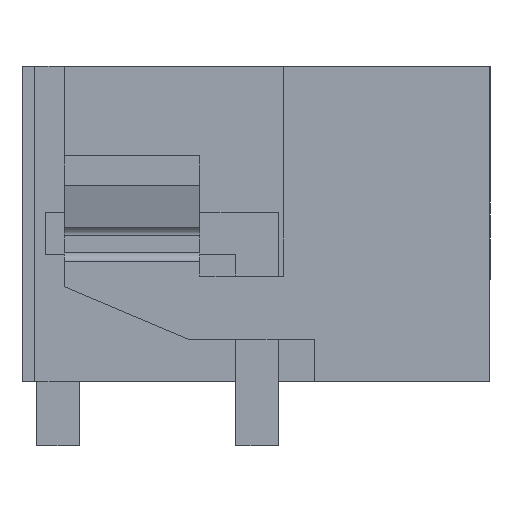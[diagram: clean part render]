
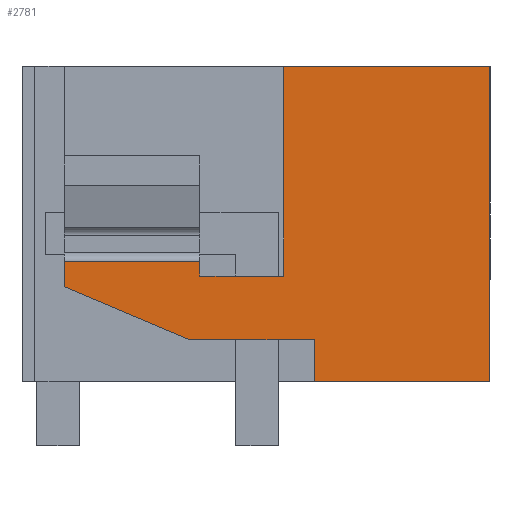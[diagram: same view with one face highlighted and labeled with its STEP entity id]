
A CAD part, left-side view. The second image highlights one B-rep face of the part: STEP entity #2781.
In plain terms, the highlighted planar face has unit normal (-1, 0, 0).
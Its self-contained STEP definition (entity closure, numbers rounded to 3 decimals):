
#2723=AXIS2_PLACEMENT_3D('Plane Axis2P3D',#2720,#2721,#2722) ;
#995=CARTESIAN_POINT('Vertex',(0.,4.875,8.95)) ;
#998=CARTESIAN_POINT('Line Origine',(0.,2.438,8.95)) ;
#1002=CARTESIAN_POINT('Vertex',(0.,0.,8.95)) ;
#1553=CARTESIAN_POINT('Vertex',(0.,0.,1.5)) ;
#1556=CARTESIAN_POINT('Line Origine',(0.,2.075,1.5)) ;
#1560=CARTESIAN_POINT('Vertex',(0.,4.15,1.5)) ;
#2511=CARTESIAN_POINT('Vertex',(0.,10.05,3.75)) ;
#2514=CARTESIAN_POINT('Line Origine',(0.,10.05,4.05)) ;
#2518=CARTESIAN_POINT('Vertex',(0.,10.05,4.35)) ;
#2705=CARTESIAN_POINT('Vertex',(0.,4.875,4.)) ;
#2708=CARTESIAN_POINT('Line Origine',(0.,4.875,6.475)) ;
#2720=CARTESIAN_POINT('Axis2P3D Location',(0.,11.05,-1.7)) ;
#2725=CARTESIAN_POINT('Line Origine',(0.,0.,5.225)) ;
#2730=CARTESIAN_POINT('Line Origine',(0.,5.863,4.)) ;
#2734=CARTESIAN_POINT('Vertex',(0.,6.85,4.)) ;
#2737=CARTESIAN_POINT('Line Origine',(0.,6.85,4.175)) ;
#2741=CARTESIAN_POINT('Vertex',(0.,6.85,4.35)) ;
#2744=CARTESIAN_POINT('Line Origine',(0.,8.45,4.35)) ;
#2749=CARTESIAN_POINT('Line Origine',(0.,8.571,3.123)) ;
#2753=CARTESIAN_POINT('Vertex',(0.,7.092,2.497)) ;
#2756=CARTESIAN_POINT('Line Origine',(0.,5.621,2.497)) ;
#2760=CARTESIAN_POINT('Vertex',(0.,4.15,2.497)) ;
#2763=CARTESIAN_POINT('Line Origine',(0.,4.15,1.998)) ;
#999=DIRECTION('Vector Direction',(0.,-1.,0.)) ;
#1557=DIRECTION('Vector Direction',(0.,1.,0.)) ;
#2515=DIRECTION('Vector Direction',(0.,0.,-1.)) ;
#2709=DIRECTION('Vector Direction',(0.,0.,1.)) ;
#2721=DIRECTION('Axis2P3D Direction',(-1.,0.,0.)) ;
#2722=DIRECTION('Axis2P3D XDirection',(0.,-1.,0.)) ;
#2726=DIRECTION('Vector Direction',(0.,0.,-1.)) ;
#2731=DIRECTION('Vector Direction',(0.,1.,0.)) ;
#2738=DIRECTION('Vector Direction',(0.,0.,1.)) ;
#2745=DIRECTION('Vector Direction',(0.,-1.,0.)) ;
#2750=DIRECTION('Vector Direction',(0.,0.921,0.39)) ;
#2757=DIRECTION('Vector Direction',(0.,-1.,0.)) ;
#2764=DIRECTION('Vector Direction',(0.,0.,-1.)) ;
#1000=VECTOR('Line Direction',#999,1.) ;
#1558=VECTOR('Line Direction',#1557,1.) ;
#2516=VECTOR('Line Direction',#2515,1.) ;
#2710=VECTOR('Line Direction',#2709,1.) ;
#2727=VECTOR('Line Direction',#2726,1.) ;
#2732=VECTOR('Line Direction',#2731,1.) ;
#2739=VECTOR('Line Direction',#2738,1.) ;
#2746=VECTOR('Line Direction',#2745,1.) ;
#2751=VECTOR('Line Direction',#2750,1.) ;
#2758=VECTOR('Line Direction',#2757,1.) ;
#2765=VECTOR('Line Direction',#2764,1.) ;
#2769=ORIENTED_EDGE('',*,*,#1562,.T.) ;
#2770=ORIENTED_EDGE('',*,*,#2729,.T.) ;
#2771=ORIENTED_EDGE('',*,*,#1004,.T.) ;
#2772=ORIENTED_EDGE('',*,*,#2712,.T.) ;
#2773=ORIENTED_EDGE('',*,*,#2736,.T.) ;
#2774=ORIENTED_EDGE('',*,*,#2743,.T.) ;
#2775=ORIENTED_EDGE('',*,*,#2748,.F.) ;
#2776=ORIENTED_EDGE('',*,*,#2520,.T.) ;
#2777=ORIENTED_EDGE('',*,*,#2755,.T.) ;
#2778=ORIENTED_EDGE('',*,*,#2762,.T.) ;
#2779=ORIENTED_EDGE('',*,*,#2767,.T.) ;
#2781=ADVANCED_FACE('HOUSING',(#2780),#2724,.T.) ;
#1004=EDGE_CURVE('',#1003,#996,#1001,.F.) ;
#1562=EDGE_CURVE('',#1561,#1554,#1559,.F.) ;
#2520=EDGE_CURVE('',#2519,#2512,#2517,.T.) ;
#2712=EDGE_CURVE('',#996,#2706,#2711,.F.) ;
#2729=EDGE_CURVE('',#1554,#1003,#2728,.F.) ;
#2736=EDGE_CURVE('',#2706,#2735,#2733,.T.) ;
#2743=EDGE_CURVE('',#2735,#2742,#2740,.T.) ;
#2748=EDGE_CURVE('',#2519,#2742,#2747,.T.) ;
#2755=EDGE_CURVE('',#2512,#2754,#2752,.F.) ;
#2762=EDGE_CURVE('',#2754,#2761,#2759,.T.) ;
#2767=EDGE_CURVE('',#2761,#1561,#2766,.T.) ;
#2768=EDGE_LOOP('',(#2769,#2770,#2771,#2772,#2773,#2774,#2775,#2776,#2777,#2778,#2779)) ;
#2780=FACE_OUTER_BOUND('',#2768,.T.) ;
#1001=LINE('Line',#998,#1000) ;
#1559=LINE('Line',#1556,#1558) ;
#2517=LINE('Line',#2514,#2516) ;
#2711=LINE('Line',#2708,#2710) ;
#2728=LINE('Line',#2725,#2727) ;
#2733=LINE('Line',#2730,#2732) ;
#2740=LINE('Line',#2737,#2739) ;
#2747=LINE('Line',#2744,#2746) ;
#2752=LINE('Line',#2749,#2751) ;
#2759=LINE('Line',#2756,#2758) ;
#2766=LINE('Line',#2763,#2765) ;
#2724=PLANE('',#2723) ;
#996=VERTEX_POINT('',#995) ;
#1003=VERTEX_POINT('',#1002) ;
#1554=VERTEX_POINT('',#1553) ;
#1561=VERTEX_POINT('',#1560) ;
#2512=VERTEX_POINT('',#2511) ;
#2519=VERTEX_POINT('',#2518) ;
#2706=VERTEX_POINT('',#2705) ;
#2735=VERTEX_POINT('',#2734) ;
#2742=VERTEX_POINT('',#2741) ;
#2754=VERTEX_POINT('',#2753) ;
#2761=VERTEX_POINT('',#2760) ;
